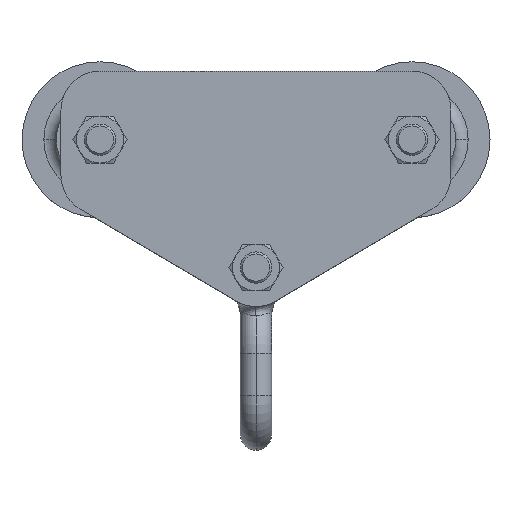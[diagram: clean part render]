
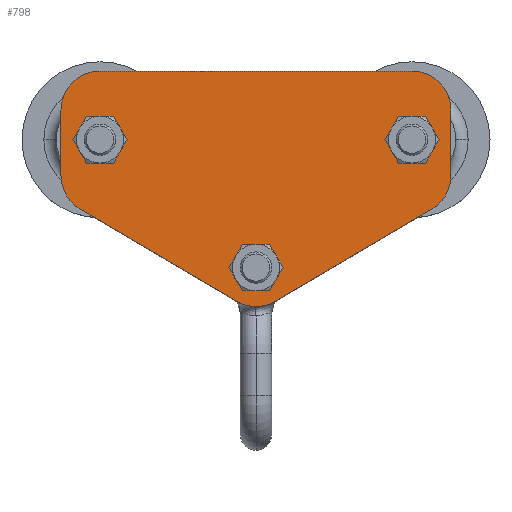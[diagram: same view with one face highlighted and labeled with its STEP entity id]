
A CAD part, top view. The second image highlights one B-rep face of the part: STEP entity #798.
In plain terms, the highlighted planar face has unit normal (0, 0, 1).
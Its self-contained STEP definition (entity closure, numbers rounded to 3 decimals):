
#375=CARTESIAN_POINT('',(-100.,-44.,8.));
#376=DIRECTION('',(0.,0.,-1.));
#377=DIRECTION('',(1.,0.,0.));
#378=AXIS2_PLACEMENT_3D('',#375,#376,#377);
#383=CARTESIAN_POINT('',(-100.,-44.,8.));
#384=DIRECTION('',(0.,0.,-1.));
#385=DIRECTION('',(-1.,0.,0.));
#386=AXIS2_PLACEMENT_3D('',#383,#384,#385);
#391=CARTESIAN_POINT('',(100.,-44.,8.));
#392=DIRECTION('',(0.,0.,-1.));
#393=DIRECTION('',(1.,0.,0.));
#394=AXIS2_PLACEMENT_3D('',#391,#392,#393);
#399=CARTESIAN_POINT('',(100.,-44.,8.));
#400=DIRECTION('',(0.,0.,-1.));
#401=DIRECTION('',(-1.,0.,0.));
#402=AXIS2_PLACEMENT_3D('',#399,#400,#401);
#407=CARTESIAN_POINT('',(0.,-126.,8.));
#408=DIRECTION('',(0.,0.,-1.));
#409=DIRECTION('',(1.,0.,0.));
#410=AXIS2_PLACEMENT_3D('',#407,#408,#409);
#415=CARTESIAN_POINT('',(0.,-126.,8.));
#416=DIRECTION('',(0.,0.,-1.));
#417=DIRECTION('',(-1.,0.,0.));
#418=AXIS2_PLACEMENT_3D('',#415,#416,#417);
#423=DIRECTION('',(-1.,0.,0.));
#424=VECTOR('',#423,200.);
#425=CARTESIAN_POINT('',(100.,0.,8.));
#426=LINE('',#425,#424);
#430=CARTESIAN_POINT('',(100.,-25.,8.));
#431=DIRECTION('',(0.,0.,1.));
#432=DIRECTION('',(1.,0.,0.));
#433=AXIS2_PLACEMENT_3D('',#430,#431,#432);
#438=DIRECTION('',(0.,1.,0.));
#439=VECTOR('',#438,42.);
#440=CARTESIAN_POINT('',(125.,-67.,8.));
#441=LINE('',#440,#439);
#445=CARTESIAN_POINT('',(100.,-67.,8.));
#446=DIRECTION('',(0.,0.,1.));
#447=DIRECTION('',(0.508,-0.861,0.));
#448=AXIS2_PLACEMENT_3D('',#445,#446,#447);
#453=DIRECTION('',(0.861,0.508,0.));
#454=VECTOR('',#453,116.108);
#455=CARTESIAN_POINT('',(12.704,-147.532,8.));
#456=LINE('',#455,#454);
#460=CARTESIAN_POINT('',(0.,-126.,8.));
#461=DIRECTION('',(0.,0.,1.));
#462=DIRECTION('',(-0.508,-0.861,0.));
#463=AXIS2_PLACEMENT_3D('',#460,#461,#462);
#468=DIRECTION('',(0.861,-0.508,0.));
#469=VECTOR('',#468,116.108);
#470=CARTESIAN_POINT('',(-112.704,-88.532,8.));
#471=LINE('',#470,#469);
#475=CARTESIAN_POINT('',(-100.,-67.,8.));
#476=DIRECTION('',(0.,0.,1.));
#477=DIRECTION('',(-1.,0.,0.));
#478=AXIS2_PLACEMENT_3D('',#475,#476,#477);
#483=DIRECTION('',(0.,-1.,0.));
#484=VECTOR('',#483,42.);
#485=CARTESIAN_POINT('',(-125.,-25.,8.));
#486=LINE('',#485,#484);
#490=CARTESIAN_POINT('',(-100.,-25.,8.));
#491=DIRECTION('',(0.,0.,1.));
#492=DIRECTION('',(0.,1.,0.));
#493=AXIS2_PLACEMENT_3D('',#490,#491,#492);
#628=CARTESIAN_POINT('',(-90.,-44.,8.));
#629=CARTESIAN_POINT('',(-110.,-44.,8.));
#630=VERTEX_POINT('',#628);
#631=VERTEX_POINT('',#629);
#632=CARTESIAN_POINT('',(110.,-44.,8.));
#633=CARTESIAN_POINT('',(90.,-44.,8.));
#634=VERTEX_POINT('',#632);
#635=VERTEX_POINT('',#633);
#636=CARTESIAN_POINT('',(10.,-126.,8.));
#637=CARTESIAN_POINT('',(-10.,-126.,8.));
#638=VERTEX_POINT('',#636);
#639=VERTEX_POINT('',#637);
#640=CARTESIAN_POINT('',(100.,0.,8.));
#641=CARTESIAN_POINT('',(-100.,0.,8.));
#642=VERTEX_POINT('',#640);
#643=VERTEX_POINT('',#641);
#644=CARTESIAN_POINT('',(-125.,-25.,8.));
#645=VERTEX_POINT('',#644);
#646=CARTESIAN_POINT('',(-125.,-67.,8.));
#647=VERTEX_POINT('',#646);
#648=CARTESIAN_POINT('',(-112.704,-88.532,8.));
#649=VERTEX_POINT('',#648);
#650=CARTESIAN_POINT('',(-12.704,-147.532,8.));
#651=VERTEX_POINT('',#650);
#652=CARTESIAN_POINT('',(12.704,-147.532,8.));
#653=VERTEX_POINT('',#652);
#654=CARTESIAN_POINT('',(112.704,-88.532,8.));
#655=VERTEX_POINT('',#654);
#656=CARTESIAN_POINT('',(125.,-67.,8.));
#657=VERTEX_POINT('',#656);
#658=CARTESIAN_POINT('',(125.,-25.,8.));
#659=VERTEX_POINT('',#658);
#755=CARTESIAN_POINT('',(0.,0.,8.));
#756=DIRECTION('',(0.,0.,1.));
#757=DIRECTION('',(1.,0.,0.));
#758=AXIS2_PLACEMENT_3D('',#755,#756,#757);
#759=PLANE('',#758);
#761=ORIENTED_EDGE('',*,*,#760,.F.);
#763=ORIENTED_EDGE('',*,*,#762,.F.);
#765=ORIENTED_EDGE('',*,*,#764,.F.);
#767=ORIENTED_EDGE('',*,*,#766,.F.);
#769=ORIENTED_EDGE('',*,*,#768,.F.);
#771=ORIENTED_EDGE('',*,*,#770,.F.);
#773=ORIENTED_EDGE('',*,*,#772,.F.);
#775=ORIENTED_EDGE('',*,*,#774,.F.);
#777=ORIENTED_EDGE('',*,*,#776,.F.);
#779=ORIENTED_EDGE('',*,*,#778,.F.);
#780=EDGE_LOOP('',(#761,#763,#765,#767,#769,#771,#773,#775,#777,#779));
#781=FACE_OUTER_BOUND('',#780,.F.);
#783=ORIENTED_EDGE('',*,*,#782,.F.);
#785=ORIENTED_EDGE('',*,*,#784,.F.);
#786=EDGE_LOOP('',(#783,#785));
#787=FACE_BOUND('',#786,.F.);
#789=ORIENTED_EDGE('',*,*,#788,.F.);
#791=ORIENTED_EDGE('',*,*,#790,.F.);
#792=EDGE_LOOP('',(#789,#791));
#793=FACE_BOUND('',#792,.F.);
#794=ORIENTED_EDGE('',*,*,#721,.F.);
#795=ORIENTED_EDGE('',*,*,#742,.F.);
#796=EDGE_LOOP('',(#794,#795));
#797=FACE_BOUND('',#796,.F.);
#379=CIRCLE('',#378,10.);
#387=CIRCLE('',#386,10.);
#395=CIRCLE('',#394,10.);
#403=CIRCLE('',#402,10.);
#411=CIRCLE('',#410,10.);
#419=CIRCLE('',#418,10.);
#434=CIRCLE('',#433,25.);
#449=CIRCLE('',#448,25.);
#464=CIRCLE('',#463,25.);
#479=CIRCLE('',#478,25.);
#494=CIRCLE('',#493,25.);
#721=EDGE_CURVE('',#630,#631,#379,.T.);
#742=EDGE_CURVE('',#631,#630,#387,.T.);
#760=EDGE_CURVE('',#642,#643,#426,.T.);
#762=EDGE_CURVE('',#659,#642,#434,.T.);
#764=EDGE_CURVE('',#657,#659,#441,.T.);
#766=EDGE_CURVE('',#655,#657,#449,.T.);
#768=EDGE_CURVE('',#653,#655,#456,.T.);
#770=EDGE_CURVE('',#651,#653,#464,.T.);
#772=EDGE_CURVE('',#649,#651,#471,.T.);
#774=EDGE_CURVE('',#647,#649,#479,.T.);
#776=EDGE_CURVE('',#645,#647,#486,.T.);
#778=EDGE_CURVE('',#643,#645,#494,.T.);
#782=EDGE_CURVE('',#634,#635,#395,.T.);
#784=EDGE_CURVE('',#635,#634,#403,.T.);
#788=EDGE_CURVE('',#638,#639,#411,.T.);
#790=EDGE_CURVE('',#639,#638,#419,.T.);
#798=ADVANCED_FACE('',(#781,#787,#793,#797),#759,.T.);
